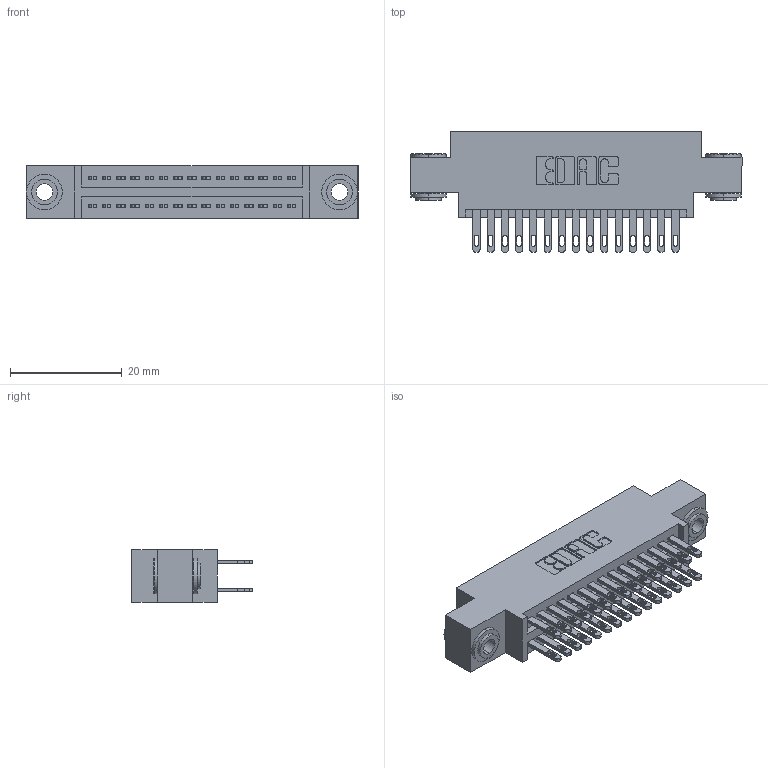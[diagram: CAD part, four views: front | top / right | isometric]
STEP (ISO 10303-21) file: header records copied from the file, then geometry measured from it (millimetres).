
FILE_DESCRIPTION (( 'STEP AP203' ), '1' );
FILE_NAME ('345-030-500-803.STEP', '2018-08-23T03:15:58', ( '' ), ( '' ), 'SwSTEP 2.0', 'SolidWorks 2016', '' );
FILE_SCHEMA (( 'CONFIG_CONTROL_DESIGN' ));
Length unit declared in the file: inch
Products named in the file (4): 345-250-002_345-250-002-102; 345-030-500-803; 345 Part_0.170 Offset - 0.156 Dia-TH; 345-292-001_345-293-100
Assembly tree (33 placements, depth 2):
  345-030-500-803
    345 Part_0.170 Offset - 0.156 Dia-TH
    345-292-001_345-293-100  x30
    345-250-002_345-250-002-102  x2
Bounding box: 59.31 x 21.51 x 9.4 mm (x, y, z)
Volume: 5508.4 mm3; surface area: 8273.8 mm2
Topology: 33 solids, 33 shells, 1548 faces, 4659 edges, 3102 vertices
Faces by surface type: plane 904, cylinder 636, cone 8
Entity records: 16116 total; most frequent: CARTESIAN_POINT 2703, ORIENTED_EDGE 2630, DIRECTION 2449, EDGE_CURVE 1315, LINE 1095, VECTOR 1095, VERTEX_POINT 874, AXIS2_PLACEMENT_3D 677
